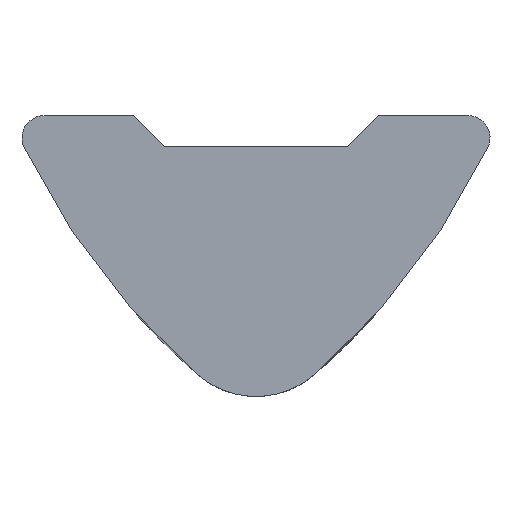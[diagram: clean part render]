
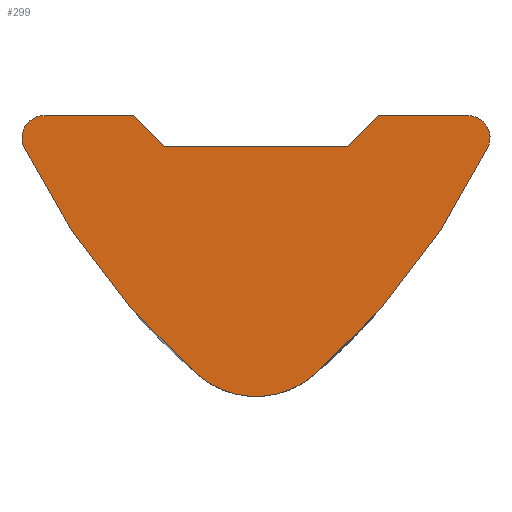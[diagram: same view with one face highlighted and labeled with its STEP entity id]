
A CAD part, front view. The second image highlights one B-rep face of the part: STEP entity #299.
In plain terms, the highlighted planar face has unit normal (0, -1, 0).
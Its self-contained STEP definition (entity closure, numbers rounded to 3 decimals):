
#1 = VECTOR ( 'NONE', #917, 1000. ) ;
#2 = CARTESIAN_POINT ( 'NONE',  ( 9.203, -14., 6.25 ) ) ;
#21 = ORIENTED_EDGE ( 'NONE', *, *, #68, .T. ) ;
#51 = ORIENTED_EDGE ( 'NONE', *, *, #960, .F. ) ;
#68 = EDGE_CURVE ( 'NONE', #111, #397, #604, .T. ) ;
#102 = VERTEX_POINT ( 'NONE', #923 ) ;
#111 = VERTEX_POINT ( 'NONE', #393 ) ;
#120 = AXIS2_PLACEMENT_3D ( 'NONE', #220, #361, #735 ) ;
#142 = ORIENTED_EDGE ( 'NONE', *, *, #356, .F. ) ;
#180 = CARTESIAN_POINT ( 'NONE',  ( 4.75, -14., -0.7 ) ) ;
#185 = AXIS2_PLACEMENT_3D ( 'NONE', #2, #513, #903 ) ;
#203 = VERTEX_POINT ( 'NONE', #788 ) ;
#206 = DIRECTION ( 'NONE',  ( 0., 1., 0. ) ) ;
#208 = AXIS2_PLACEMENT_3D ( 'NONE', #209, #206, #724 ) ;
#209 = CARTESIAN_POINT ( 'NONE',  ( 4.75, -14., -0.5 ) ) ;
#218 = CARTESIAN_POINT ( 'NONE',  ( -4.75, -14., 0. ) ) ;
#220 = CARTESIAN_POINT ( 'NONE',  ( 4.75, -14., -0.5 ) ) ;
#222 = LINE ( 'NONE', #800, #389 ) ;
#236 = VERTEX_POINT ( 'NONE', #571 ) ;
#270 = LINE ( 'NONE', #620, #319 ) ;
#273 = CARTESIAN_POINT ( 'NONE',  ( 4.75, -14., 0. ) ) ;
#275 = VERTEX_POINT ( 'NONE', #218 ) ;
#284 = ORIENTED_EDGE ( 'NONE', *, *, #599, .F. ) ;
#288 = DIRECTION ( 'NONE',  ( -0.707, 0., 0.707 ) ) ;
#290 = CARTESIAN_POINT ( 'NONE',  ( 2.05, -14., -0.7 ) ) ;
#297 = CARTESIAN_POINT ( 'NONE',  ( 1.315, -14., -5.807 ) ) ;
#299 = ADVANCED_FACE ( 'NONE', ( #469 ), #658, .F. ) ;
#308 = CIRCLE ( 'NONE', #487, 0.5 ) ;
#311 = ORIENTED_EDGE ( 'NONE', *, *, #851, .F. ) ;
#319 = VECTOR ( 'NONE', #765, 1000. ) ;
#356 = EDGE_CURVE ( 'NONE', #759, #102, #368, .T. ) ;
#359 = VERTEX_POINT ( 'NONE', #297 ) ;
#361 = DIRECTION ( 'NONE',  ( 0., 1., 0. ) ) ;
#368 = CIRCLE ( 'NONE', #185, 16. ) ;
#372 = DIRECTION ( 'NONE',  ( 0., 1., 0. ) ) ;
#373 = VERTEX_POINT ( 'NONE', #290 ) ;
#379 = DIRECTION ( 'NONE',  ( -1., 0., 0. ) ) ;
#389 = VECTOR ( 'NONE', #500, 1000. ) ;
#393 = CARTESIAN_POINT ( 'NONE',  ( -2.05, -14., -0.7 ) ) ;
#397 = VERTEX_POINT ( 'NONE', #434 ) ;
#413 = ORIENTED_EDGE ( 'NONE', *, *, #885, .F. ) ;
#415 = ORIENTED_EDGE ( 'NONE', *, *, #770, .F. ) ;
#416 = CARTESIAN_POINT ( 'NONE',  ( 0., -14., -4.3 ) ) ;
#434 = CARTESIAN_POINT ( 'NONE',  ( -2.75, -14., 0. ) ) ;
#450 = CARTESIAN_POINT ( 'NONE',  ( -4.75, -14., -0.5 ) ) ;
#452 = DIRECTION ( 'NONE',  ( 0., 1., 0. ) ) ;
#453 = DIRECTION ( 'NONE',  ( 0., 1., 0. ) ) ;
#455 = CARTESIAN_POINT ( 'NONE',  ( -9.203, -14., 6.25 ) ) ;
#462 = VERTEX_POINT ( 'NONE', #616 ) ;
#469 = FACE_OUTER_BOUND ( 'NONE', #686, .T. ) ;
#479 = CIRCLE ( 'NONE', #583, 2. ) ;
#484 = CARTESIAN_POINT ( 'NONE',  ( -2.75, -14., 0. ) ) ;
#487 = AXIS2_PLACEMENT_3D ( 'NONE', #450, #372, #700 ) ;
#500 = DIRECTION ( 'NONE',  ( -0.707, 0., -0.707 ) ) ;
#509 = CARTESIAN_POINT ( 'NONE',  ( -1.315, -14., -5.807 ) ) ;
#513 = DIRECTION ( 'NONE',  ( 0., 1., 0. ) ) ;
#528 = EDGE_CURVE ( 'NONE', #111, #373, #564, .T. ) ;
#543 = ORIENTED_EDGE ( 'NONE', *, *, #795, .T. ) ;
#556 = DIRECTION ( 'NONE',  ( -1., 0., 0. ) ) ;
#564 = LINE ( 'NONE', #180, #1 ) ;
#570 = AXIS2_PLACEMENT_3D ( 'NONE', #455, #453, #773 ) ;
#571 = CARTESIAN_POINT ( 'NONE',  ( 2.75, -14., 0. ) ) ;
#583 = AXIS2_PLACEMENT_3D ( 'NONE', #416, #639, #556 ) ;
#588 = CIRCLE ( 'NONE', #891, 0.5 ) ;
#592 = ORIENTED_EDGE ( 'NONE', *, *, #674, .F. ) ;
#599 = EDGE_CURVE ( 'NONE', #203, #275, #308, .T. ) ;
#604 = LINE ( 'NONE', #484, #640 ) ;
#616 = CARTESIAN_POINT ( 'NONE',  ( 5.2, -14., -0.718 ) ) ;
#620 = CARTESIAN_POINT ( 'NONE',  ( 4.75, -14., 0. ) ) ;
#639 = DIRECTION ( 'NONE',  ( 0., 1., 0. ) ) ;
#640 = VECTOR ( 'NONE', #288, 1000. ) ;
#649 = EDGE_CURVE ( 'NONE', #236, #757, #270, .T. ) ;
#658 = PLANE ( 'NONE',  #208 ) ;
#674 = EDGE_CURVE ( 'NONE', #462, #359, #702, .T. ) ;
#680 = LINE ( 'NONE', #900, #888 ) ;
#686 = EDGE_LOOP ( 'NONE', ( #873, #21, #311, #284, #413, #142, #51, #592, #415, #749, #543 ) ) ;
#692 = CARTESIAN_POINT ( 'NONE',  ( -4.75, -14., -0.5 ) ) ;
#700 = DIRECTION ( 'NONE',  ( -1., 0., 0. ) ) ;
#702 = CIRCLE ( 'NONE', #570, 16. ) ;
#724 = DIRECTION ( 'NONE',  ( -1., 0., 0. ) ) ;
#735 = DIRECTION ( 'NONE',  ( -1., 0., 0. ) ) ;
#741 = CIRCLE ( 'NONE', #120, 0.5 ) ;
#746 = DIRECTION ( 'NONE',  ( 1., 0., 0. ) ) ;
#749 = ORIENTED_EDGE ( 'NONE', *, *, #649, .F. ) ;
#757 = VERTEX_POINT ( 'NONE', #273 ) ;
#759 = VERTEX_POINT ( 'NONE', #509 ) ;
#765 = DIRECTION ( 'NONE',  ( 1., 0., 0. ) ) ;
#770 = EDGE_CURVE ( 'NONE', #757, #462, #741, .T. ) ;
#773 = DIRECTION ( 'NONE',  ( -1., 0., 0. ) ) ;
#788 = CARTESIAN_POINT ( 'NONE',  ( -5.25, -14., -0.5 ) ) ;
#795 = EDGE_CURVE ( 'NONE', #236, #373, #222, .T. ) ;
#800 = CARTESIAN_POINT ( 'NONE',  ( 2.05, -14., -0.7 ) ) ;
#851 = EDGE_CURVE ( 'NONE', #275, #397, #680, .T. ) ;
#873 = ORIENTED_EDGE ( 'NONE', *, *, #528, .F. ) ;
#885 = EDGE_CURVE ( 'NONE', #102, #203, #588, .T. ) ;
#888 = VECTOR ( 'NONE', #746, 1000. ) ;
#891 = AXIS2_PLACEMENT_3D ( 'NONE', #692, #452, #379 ) ;
#900 = CARTESIAN_POINT ( 'NONE',  ( 4.75, -14., 0. ) ) ;
#903 = DIRECTION ( 'NONE',  ( -1., 0., 0. ) ) ;
#917 = DIRECTION ( 'NONE',  ( 1., 0., 0. ) ) ;
#923 = CARTESIAN_POINT ( 'NONE',  ( -5.2, -14., -0.718 ) ) ;
#960 = EDGE_CURVE ( 'NONE', #359, #759, #479, .T. ) ;
